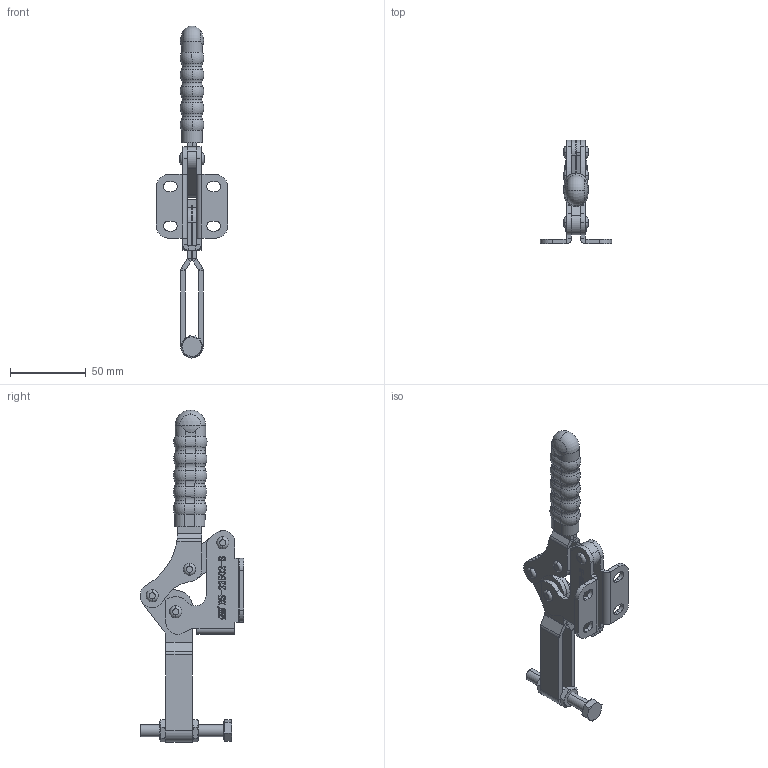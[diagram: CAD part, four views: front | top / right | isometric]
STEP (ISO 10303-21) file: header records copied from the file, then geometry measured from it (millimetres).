
FILE_DESCRIPTION (( 'STEP AP203' ), '1' );
FILE_NAME ('HS-22502-B 装配体.STEP', '2018-12-07T03:34:52', ( 'PCOS' ), ( '微软中国' ), 'SwSTEP 2.0', 'SolidWorks 2012', '' );
FILE_SCHEMA (( 'CONFIG_CONTROL_DESIGN' ));
Length unit declared in the file: millimetre
Products named in the file (10): HS-22502-B 蚾饜极; hexagon head bolts-full thread gb_GB_FASTENER_BOLT_STBAB A M8X55-N; hex thin nuts-grades ab-chamfered gb_GB_FASTENER_NUT_STNAB M8-N; 揤參; 种; 忒旋酘; 忒旋衵; 忒參; 蟀裝; 楊擘菁釱
Assembly tree (13 placements, depth 2):
  HS-22502-B 蚾饜极
    楊擘菁釱
    蟀裝
    忒參
    忒旋衵
    忒旋酘
    种  x4
    揤參
    hex thin nuts-grades ab-chamfered gb_GB_FASTENER_NUT_STNAB M8-N  x2
    hexagon head bolts-full thread gb_GB_FASTENER_BOLT_STBAB A M8X55-N
Bounding box: 47 x 68.5 x 218.84 mm (x, y, z)
Volume: 62501.2 mm3; surface area: 39432.9 mm2
Topology: 13 solids, 13 shells, 794 faces, 2064 edges, 1316 vertices
Faces by surface type: plane 375, cylinder 173, bspline 162, torus 34, cone 26, sphere 24
Entity records: 30730 total; most frequent: CARTESIAN_POINT 12097, ORIENTED_EDGE 3860, DIRECTION 3215, EDGE_CURVE 1930, VERTEX_POINT 1236, LINE 1109, VECTOR 1109, AXIS2_PLACEMENT_3D 1053
